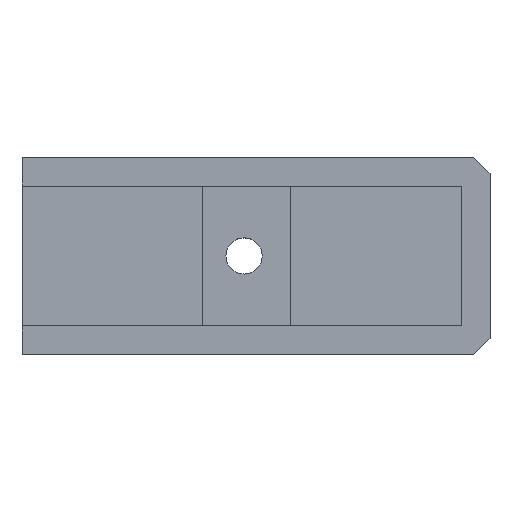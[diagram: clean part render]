
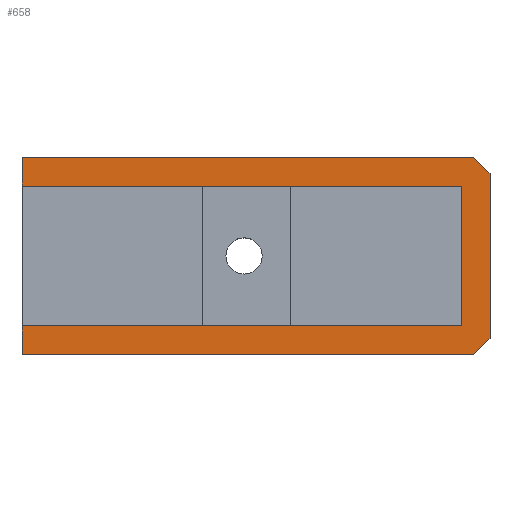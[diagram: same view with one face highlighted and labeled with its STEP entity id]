
A CAD part, top view. The second image highlights one B-rep face of the part: STEP entity #658.
In plain terms, the highlighted planar face has unit normal (0, 0, 1).
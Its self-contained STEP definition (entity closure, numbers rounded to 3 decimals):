
#32=FACE_OUTER_BOUND('',#68,.T.);
#68=EDGE_LOOP('',(#436,#437,#438,#439,#440,#441,#442,#443,#444,#445));
#107=LINE('',#951,#191);
#110=LINE('',#957,#194);
#111=LINE('',#959,#195);
#112=LINE('',#961,#196);
#113=LINE('',#963,#197);
#114=LINE('',#965,#198);
#115=LINE('',#967,#199);
#116=LINE('',#969,#200);
#117=LINE('',#971,#201);
#118=LINE('',#972,#202);
#191=VECTOR('',#767,10.);
#194=VECTOR('',#772,10.);
#195=VECTOR('',#773,10.);
#196=VECTOR('',#774,10.);
#197=VECTOR('',#775,10.);
#198=VECTOR('',#776,10.);
#199=VECTOR('',#777,10.);
#200=VECTOR('',#778,10.);
#201=VECTOR('',#779,10.);
#202=VECTOR('',#780,10.);
#275=VERTEX_POINT('',#948);
#276=VERTEX_POINT('',#950);
#278=VERTEX_POINT('',#956);
#279=VERTEX_POINT('',#958);
#280=VERTEX_POINT('',#960);
#281=VERTEX_POINT('',#962);
#282=VERTEX_POINT('',#964);
#283=VERTEX_POINT('',#966);
#284=VERTEX_POINT('',#968);
#285=VERTEX_POINT('',#970);
#337=EDGE_CURVE('',#275,#276,#107,.T.);
#340=EDGE_CURVE('',#275,#278,#110,.T.);
#341=EDGE_CURVE('',#279,#278,#111,.T.);
#342=EDGE_CURVE('',#279,#280,#112,.T.);
#343=EDGE_CURVE('',#280,#281,#113,.T.);
#344=EDGE_CURVE('',#281,#282,#114,.T.);
#345=EDGE_CURVE('',#282,#283,#115,.T.);
#346=EDGE_CURVE('',#283,#284,#116,.T.);
#347=EDGE_CURVE('',#284,#285,#117,.T.);
#348=EDGE_CURVE('',#285,#276,#118,.T.);
#436=ORIENTED_EDGE('',*,*,#337,.F.);
#437=ORIENTED_EDGE('',*,*,#340,.T.);
#438=ORIENTED_EDGE('',*,*,#341,.F.);
#439=ORIENTED_EDGE('',*,*,#342,.T.);
#440=ORIENTED_EDGE('',*,*,#343,.T.);
#441=ORIENTED_EDGE('',*,*,#344,.T.);
#442=ORIENTED_EDGE('',*,*,#345,.T.);
#443=ORIENTED_EDGE('',*,*,#346,.T.);
#444=ORIENTED_EDGE('',*,*,#347,.T.);
#445=ORIENTED_EDGE('',*,*,#348,.T.);
#624=PLANE('',#714);
#658=ADVANCED_FACE('',(#32),#624,.T.);
#714=AXIS2_PLACEMENT_3D('',#955,#770,#771);
#767=DIRECTION('',(-0.707,-0.707,0.));
#770=DIRECTION('center_axis',(0.,0.,1.));
#771=DIRECTION('ref_axis',(-1.,0.,0.));
#772=DIRECTION('',(0.,1.,0.));
#773=DIRECTION('',(0.707,-0.707,0.));
#774=DIRECTION('',(-1.,0.,0.));
#775=DIRECTION('',(0.,-1.,0.));
#776=DIRECTION('',(1.,0.,0.));
#777=DIRECTION('',(0.,-1.,0.));
#778=DIRECTION('',(-1.,0.,0.));
#779=DIRECTION('',(0.,-1.,0.));
#780=DIRECTION('',(1.,0.,0.));
#948=CARTESIAN_POINT('',(14.95,5.,5.1));
#950=CARTESIAN_POINT('',(13.95,4.,5.1));
#951=CARTESIAN_POINT('',(12.394,2.444,5.1));
#955=CARTESIAN_POINT('Origin',(0.725,10.,5.1));
#956=CARTESIAN_POINT('',(14.95,15.,5.1));
#957=CARTESIAN_POINT('',(14.95,16.,5.1));
#958=CARTESIAN_POINT('',(13.95,16.,5.1));
#959=CARTESIAN_POINT('',(12.394,17.556,5.1));
#960=CARTESIAN_POINT('',(-13.5,16.,5.1));
#961=CARTESIAN_POINT('',(-13.5,16.,5.1));
#962=CARTESIAN_POINT('',(-13.5,14.25,5.1));
#963=CARTESIAN_POINT('',(-13.5,4.,5.1));
#964=CARTESIAN_POINT('',(13.2,14.25,5.1));
#965=CARTESIAN_POINT('',(13.2,14.25,5.1));
#966=CARTESIAN_POINT('',(13.2,5.75,5.1));
#967=CARTESIAN_POINT('',(13.2,5.75,5.1));
#968=CARTESIAN_POINT('',(-13.5,5.75,5.1));
#969=CARTESIAN_POINT('',(-13.5,5.75,5.1));
#970=CARTESIAN_POINT('',(-13.5,4.,5.1));
#971=CARTESIAN_POINT('',(-13.5,4.,5.1));
#972=CARTESIAN_POINT('',(14.95,4.,5.1));
